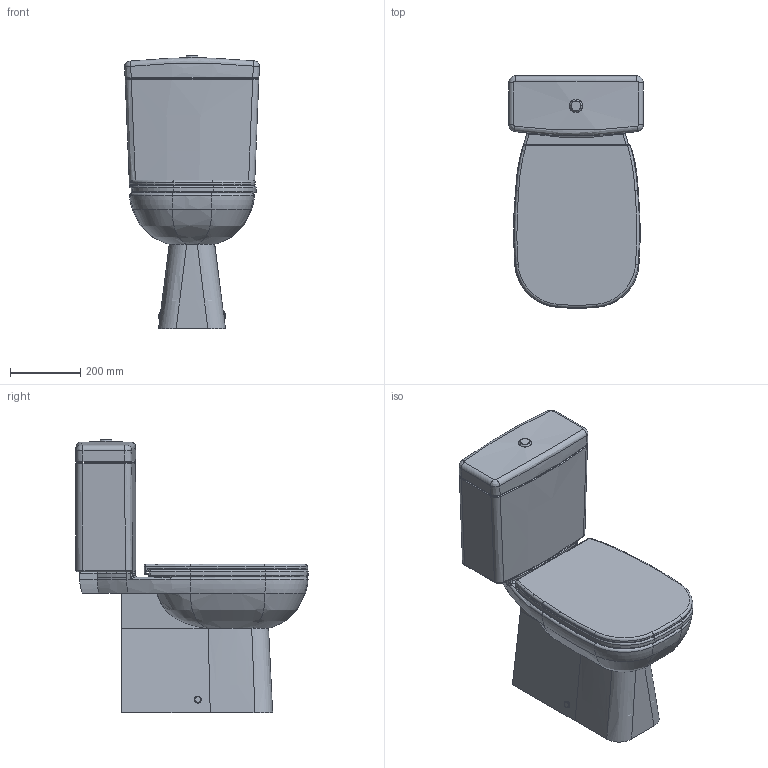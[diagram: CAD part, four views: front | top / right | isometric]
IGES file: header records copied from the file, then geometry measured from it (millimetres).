
Global section: file name: No Iges File Name specified; native system: Autodesk Inventor 2009; preprocessor: AutoDesk Inventor Iges Exporter R2009; author: Andreas; date: 20090708.183124; units: millimetre
Bounding box: 382.97 x 659.71 x 777 mm (x, y, z)
Volume: 44696456.1 mm3; surface area: 2159117.4 mm2
Topology: 7 solids, 7 shells, 421 faces, 951 edges, 552 vertices
Faces by surface type: bspline 101, cylinder 86, plane 86, torus 85, revolution 53, sphere 8, cone 2
